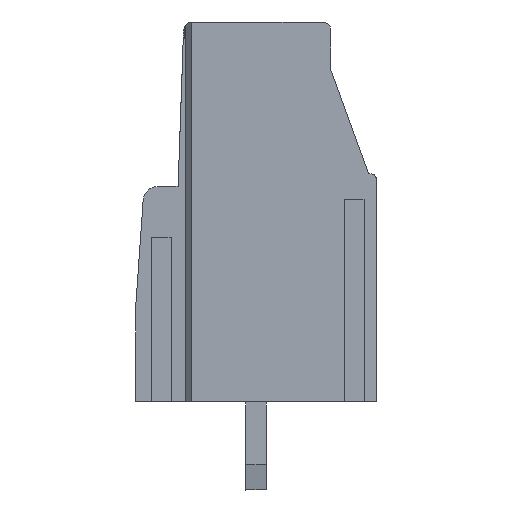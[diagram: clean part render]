
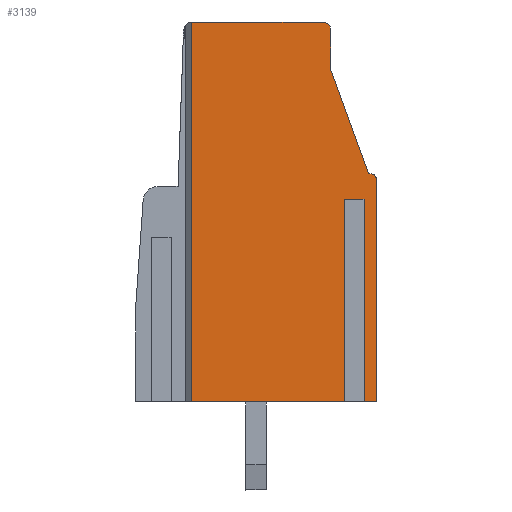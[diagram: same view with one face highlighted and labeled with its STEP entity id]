
A CAD part, left-side view. The second image highlights one B-rep face of the part: STEP entity #3139.
In plain terms, the highlighted planar face has unit normal (-1, 0, 0).
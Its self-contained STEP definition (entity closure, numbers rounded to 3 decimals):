
#3139=ADVANCED_FACE('',(#6222),#6223,.T.);
#6222=FACE_OUTER_BOUND('',#10133,.T.);
#6223=PLANE('',#10134);
#10133=EDGE_LOOP('',(#16286,#16287,#16288,#16289,#16290,#16291,#16292,#16293,#16294,#16295,#16296,#16297,#16298,#16299));
#10134=AXIS2_PLACEMENT_3D('',#16300,#16301,#16302);
#16286=ORIENTED_EDGE('',*,*,#22378,.F.);
#16287=ORIENTED_EDGE('',*,*,#22248,.F.);
#16288=ORIENTED_EDGE('',*,*,#22365,.F.);
#16289=ORIENTED_EDGE('',*,*,#22269,.T.);
#16290=ORIENTED_EDGE('',*,*,#22379,.F.);
#16291=ORIENTED_EDGE('',*,*,#22380,.F.);
#16292=ORIENTED_EDGE('',*,*,#22355,.F.);
#16293=ORIENTED_EDGE('',*,*,#22255,.F.);
#16294=ORIENTED_EDGE('',*,*,#22381,.F.);
#16295=ORIENTED_EDGE('',*,*,#22327,.F.);
#16296=ORIENTED_EDGE('',*,*,#22316,.F.);
#16297=ORIENTED_EDGE('',*,*,#22382,.F.);
#16298=ORIENTED_EDGE('',*,*,#22266,.F.);
#16299=ORIENTED_EDGE('',*,*,#22352,.F.);
#16300=CARTESIAN_POINT('',(0.,-33.544,-19.77));
#16301=DIRECTION('',(-1.0,0.,0.));
#16302=DIRECTION('',(0.,0.,-1.0));
#22248=EDGE_CURVE('',#26134,#26135,#26136,.F.);
#22255=EDGE_CURVE('',#26145,#26143,#26147,.T.);
#22266=EDGE_CURVE('',#26164,#26166,#26167,.T.);
#22269=EDGE_CURVE('',#26170,#26171,#26172,.T.);
#22316=EDGE_CURVE('',#26242,#26240,#26244,.T.);
#22327=EDGE_CURVE('',#26240,#26258,#26260,.T.);
#22352=EDGE_CURVE('',#26291,#26164,#26293,.T.);
#22355=EDGE_CURVE('',#26143,#26295,#26297,.T.);
#22365=EDGE_CURVE('',#26170,#26134,#26312,.T.);
#22378=EDGE_CURVE('',#26135,#26291,#26330,.F.);
#22379=EDGE_CURVE('',#26331,#26171,#26332,.F.);
#22380=EDGE_CURVE('',#26295,#26331,#26333,.F.);
#22381=EDGE_CURVE('',#26258,#26145,#26334,.F.);
#22382=EDGE_CURVE('',#26166,#26242,#26335,.F.);
#26134=VERTEX_POINT('',#31752);
#26135=VERTEX_POINT('',#31753);
#26136=LINE('',#31754,#31755);
#26143=VERTEX_POINT('',#31765);
#26145=VERTEX_POINT('',#31768);
#26147=LINE('',#31771,#31772);
#26164=VERTEX_POINT('',#31795);
#26166=VERTEX_POINT('',#31797);
#26167=CIRCLE('',#31798,0.3);
#26170=VERTEX_POINT('',#31802);
#26171=VERTEX_POINT('',#31803);
#26172=LINE('',#31804,#31805);
#26240=VERTEX_POINT('',#31900);
#26242=VERTEX_POINT('',#31903);
#26244=CIRCLE('',#31906,0.3);
#26258=VERTEX_POINT('',#31926);
#26260=LINE('',#31929,#31930);
#26291=VERTEX_POINT('',#31975);
#26293=LINE('',#31978,#31979);
#26295=VERTEX_POINT('',#31981);
#26297=CIRCLE('',#31984,0.2);
#26312=LINE('',#32004,#32005);
#26330=LINE('',#32032,#32033);
#26331=VERTEX_POINT('',#32034);
#26332=LINE('',#32035,#32036);
#26333=LINE('',#32037,#32038);
#26334=LINE('',#32039,#32040);
#26335=LINE('',#32041,#32042);
#31752=CARTESIAN_POINT('',(0.,1.082,8.0));
#31753=CARTESIAN_POINT('',(0.,1.082,0.0));
#31754=CARTESIAN_POINT('',(0.,1.082,-9.885));
#31755=VECTOR('',#36704,1.0);
#31765=CARTESIAN_POINT('',(0.,0.2,9.));
#31768=CARTESIAN_POINT('',(0.,0.3,9.0));
#31771=CARTESIAN_POINT('',(0.,-16.672,9.0));
#31772=VECTOR('',#36710,1.0);
#31795=CARTESIAN_POINT('',(0.,7.3,15.));
#31797=CARTESIAN_POINT('',(0.,7.283,15.));
#31798=AXIS2_PLACEMENT_3D('',#36723,#36724,#36725);
#31802=CARTESIAN_POINT('',(0.,0.668,8.0));
#31803=CARTESIAN_POINT('',(0.,0.668,0.0));
#31804=CARTESIAN_POINT('',(0.,0.668,-9.885));
#31805=VECTOR('',#36727,1.0);
#31900=CARTESIAN_POINT('',(0.,1.8,14.7));
#31903=CARTESIAN_POINT('',(0.,2.1,15.0));
#31906=AXIS2_PLACEMENT_3D('',#36778,#36779,#36780);
#31926=CARTESIAN_POINT('',(0.,1.8,13.121));
#31929=CARTESIAN_POINT('',(0.,1.8,-3.324));
#31930=VECTOR('',#36788,1.0);
#31975=CARTESIAN_POINT('',(0.,7.3,0.));
#31978=CARTESIAN_POINT('',(0.,7.3,-1.635));
#31979=VECTOR('',#36810,1.0);
#31981=CARTESIAN_POINT('',(0.,0.,8.8));
#31984=AXIS2_PLACEMENT_3D('',#36812,#36813,#36814);
#32004=CARTESIAN_POINT('',(0.,-16.334,8.0));
#32005=VECTOR('',#36823,1.0);
#32032=CARTESIAN_POINT('',(0.,-14.81,0.));
#32033=VECTOR('',#36833,1.0);
#32034=CARTESIAN_POINT('',(0.,0.,0.));
#32035=CARTESIAN_POINT('',(0.,-14.81,0.));
#32036=VECTOR('',#36834,1.0);
#32037=CARTESIAN_POINT('',(0.,0.,-6.668));
#32038=VECTOR('',#36835,1.0);
#32039=CARTESIAN_POINT('',(0.,-6.303,-9.141));
#32040=VECTOR('',#36836,1.0);
#32041=CARTESIAN_POINT('',(0.,-13.622,15.));
#32042=VECTOR('',#36837,1.0);
#36704=DIRECTION('',(0.,0.,1.0));
#36710=DIRECTION('',(0.,-1.0,0.));
#36723=CARTESIAN_POINT('',(0.,7.283,14.7));
#36724=DIRECTION('',(1.0,0.,0.));
#36725=DIRECTION('',(0.,1.0,0.));
#36727=DIRECTION('',(0.,0.,-1.0));
#36778=CARTESIAN_POINT('',(0.,2.1,14.7));
#36779=DIRECTION('',(1.0,0.,0.));
#36780=DIRECTION('',(0.,1.0,0.));
#36788=DIRECTION('',(0.,0.,-1.0));
#36810=DIRECTION('',(0.,0.,1.0));
#36812=CARTESIAN_POINT('',(0.,0.2,8.8));
#36813=DIRECTION('',(1.0,0.,0.));
#36814=DIRECTION('',(0.,1.0,0.));
#36823=DIRECTION('',(0.,1.0,0.));
#36833=DIRECTION('',(0.,-1.0,0.));
#36834=DIRECTION('',(0.,-1.0,0.));
#36835=DIRECTION('',(0.,0.,1.0));
#36836=DIRECTION('',(0.,0.342,0.94));
#36837=DIRECTION('',(0.,1.0,0.));
